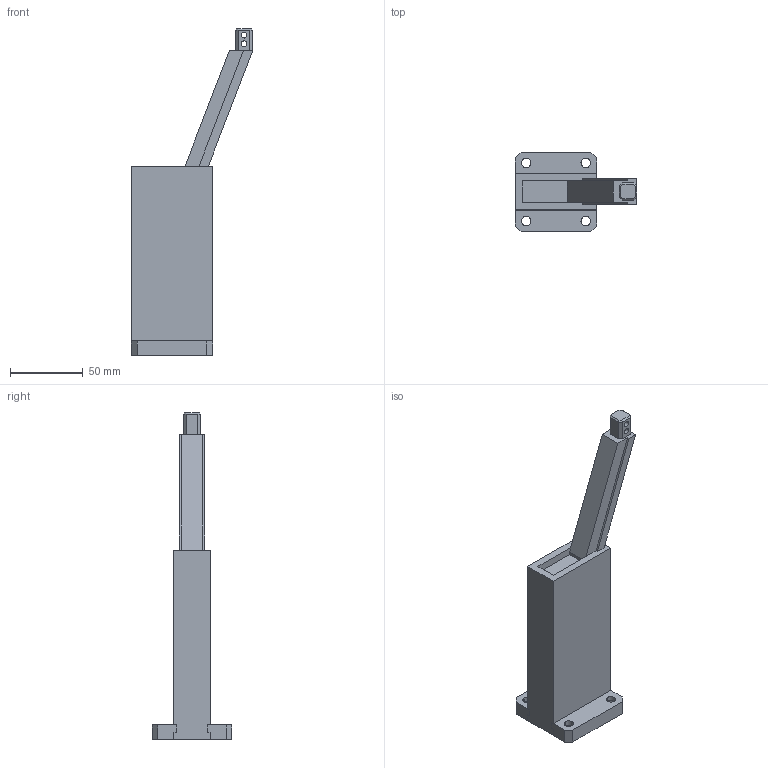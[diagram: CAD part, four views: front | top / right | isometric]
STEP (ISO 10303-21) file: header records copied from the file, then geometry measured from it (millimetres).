
FILE_DESCRIPTION (( 'STEP AP214' ), '1' );
FILE_NAME ('ŠJŽ¦—p_SS01_.STEP', '2017-06-23T09:46:45', ( '' ), ( '' ), 'SwSTEP 2.0', 'SolidWorks 2016', '' );
FILE_SCHEMA (( 'AUTOMOTIVE_DESIGN' ));
Length unit declared in the file: millimetre
Products named in the file (5): 開示用_SS01_01_Holder_; 開示用_SS01_04_Keyblock; 開示用_SS01_02_Slidecore_; 開示用_SS01_03_Holdcore; 開示用_SS01_
Assembly tree (4 placements, depth 2):
  開示用_SS01_
    開示用_SS01_01_Holder_
    開示用_SS01_02_Slidecore_
    開示用_SS01_03_Holdcore
    開示用_SS01_04_Keyblock
Bounding box: 83.71 x 55 x 225 mm (x, y, z)
Volume: 158580.5 mm3; surface area: 58941.3 mm2
Topology: 5 solids, 5 shells, 119 faces, 294 edges, 191 vertices
Faces by surface type: plane 91, cylinder 24, cone 4
Entity records: 4977 total; most frequent: CARTESIAN_POINT 609, DIRECTION 596, ORIENTED_EDGE 584, EDGE_CURVE 292, VECTOR 240, LINE 240, VERTEX_POINT 191, AXIS2_PLACEMENT_3D 178
